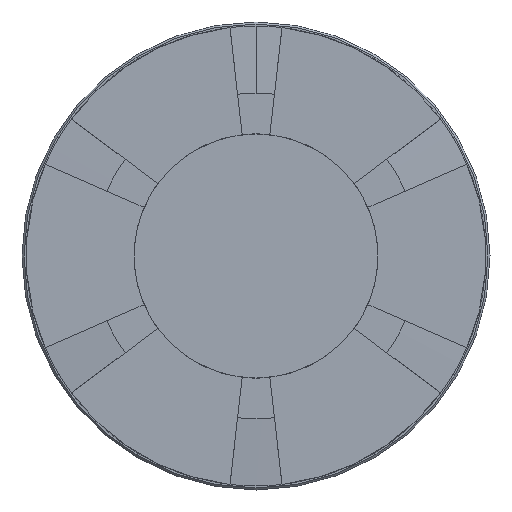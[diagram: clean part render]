
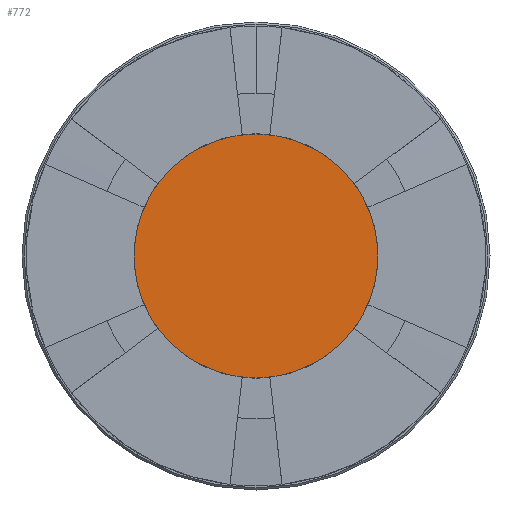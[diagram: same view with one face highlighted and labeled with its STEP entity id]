
A CAD part, front view. The second image highlights one B-rep face of the part: STEP entity #772.
In plain terms, the highlighted planar face has unit normal (0, -1, 0).
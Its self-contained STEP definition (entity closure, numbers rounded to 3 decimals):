
#32 = DIRECTION ( 'NONE',  ( 0., 0., 1. ) ) ;
#240 = DIRECTION ( 'NONE',  ( 0., -1., 0. ) ) ;
#250 = ORIENTED_EDGE ( 'NONE', *, *, #1102, .F. ) ;
#266 = CARTESIAN_POINT ( 'NONE',  ( 0., 11.424, 0. ) ) ;
#412 = EDGE_CURVE ( 'NONE', #883, #1529, #1489, .T. ) ;
#422 = DIRECTION ( 'NONE',  ( 0., 1., 0. ) ) ;
#495 = ORIENTED_EDGE ( 'NONE', *, *, #412, .F. ) ;
#596 = DIRECTION ( 'NONE',  ( 0., 0., -1. ) ) ;
#613 = CARTESIAN_POINT ( 'NONE',  ( 0., 11.424, -30. ) ) ;
#706 = AXIS2_PLACEMENT_3D ( 'NONE', #266, #920, #1287 ) ;
#732 = CIRCLE ( 'NONE', #1650, 30. ) ;
#750 = EDGE_LOOP ( 'NONE', ( #495, #250 ) ) ;
#772 = ADVANCED_FACE ( 'NONE', ( #1256 ), #852, .T. ) ;
#852 = PLANE ( 'NONE',  #926 ) ;
#883 = VERTEX_POINT ( 'NONE', #1161 ) ;
#920 = DIRECTION ( 'NONE',  ( 0., 1., 0. ) ) ;
#926 = AXIS2_PLACEMENT_3D ( 'NONE', #1496, #240, #596 ) ;
#1084 = CARTESIAN_POINT ( 'NONE',  ( 0., 11.424, 0. ) ) ;
#1102 = EDGE_CURVE ( 'NONE', #1529, #883, #732, .T. ) ;
#1161 = CARTESIAN_POINT ( 'NONE',  ( 0., 11.424, 30. ) ) ;
#1256 = FACE_OUTER_BOUND ( 'NONE', #750, .T. ) ;
#1287 = DIRECTION ( 'NONE',  ( 0., 0., 1. ) ) ;
#1489 = CIRCLE ( 'NONE', #706, 30. ) ;
#1496 = CARTESIAN_POINT ( 'NONE',  ( -30., 11.424, 0. ) ) ;
#1529 = VERTEX_POINT ( 'NONE', #613 ) ;
#1650 = AXIS2_PLACEMENT_3D ( 'NONE', #1084, #422, #32 ) ;
